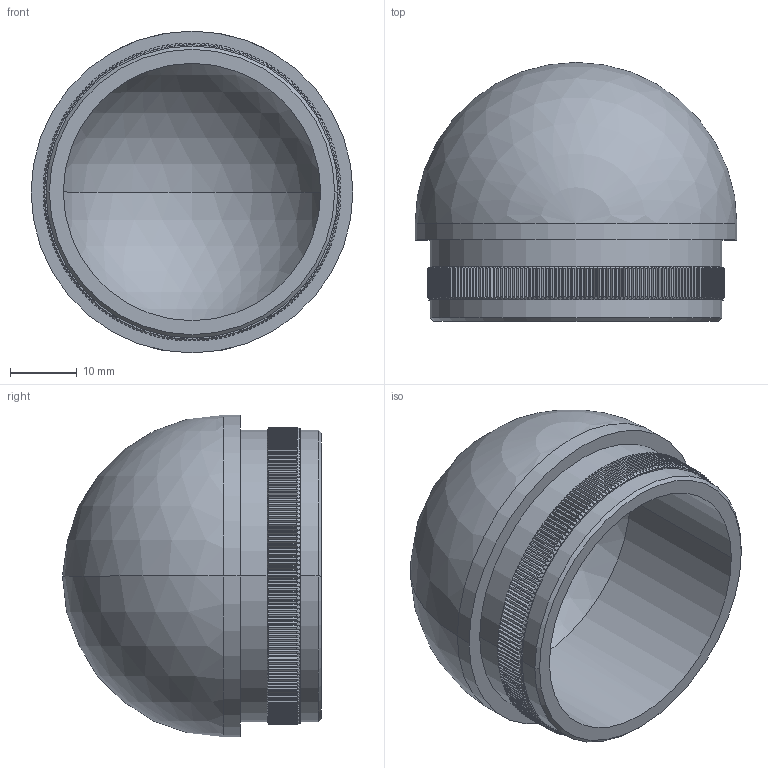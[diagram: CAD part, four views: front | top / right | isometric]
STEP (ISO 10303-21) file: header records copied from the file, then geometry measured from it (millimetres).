
FILE_DESCRIPTION (( 'STEP AP203' ), '1' );
FILE_NAME ('50271-240G.step', '2018-10-25T11:45:37', ( '' ), ( '' ), 'SwSTEP 2.0', 'SolidWorks 2015', '' );
FILE_SCHEMA (( 'CONFIG_CONTROL_DESIGN' ));
Length unit declared in the file: millimetre
Products named in the file (1): 50271-240G
Bounding box: 48.3 x 38.85 x 48.3 mm (x, y, z)
Volume: 18204.3 mm3; surface area: 11173.3 mm2
Topology: 1 solids, 1 shells, 1087 faces, 3174 edges, 2113 vertices
Faces by surface type: plane 528, cylinder 245, cone 215, bspline 95, sphere 4
Entity records: 40903 total; most frequent: CARTESIAN_POINT 13711, ORIENTED_EDGE 6340, DIRECTION 4847, EDGE_CURVE 3170, VERTEX_POINT 2111, AXIS2_PLACEMENT_3D 1746, VECTOR 1355, LINE 1355
